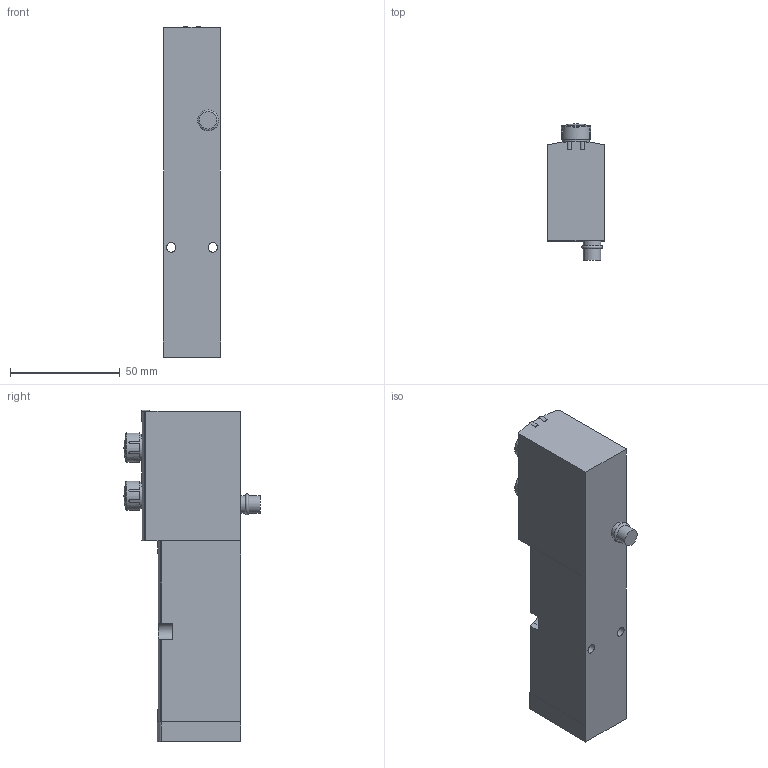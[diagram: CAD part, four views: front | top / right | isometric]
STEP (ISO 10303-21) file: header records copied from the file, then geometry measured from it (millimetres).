
FILE_DESCRIPTION(/* description */ ('STEP AP214'),/* implementation_level */ '2;1');
FILE_NAME(/* name */ '8033059_VSVA-B-T32C-AZ-A1-1T1L',/* time_stamp */ '2024-09-17T09:35:58+02:00',/* author */ ('License CC BY-ND 4.0'),/* organization */ ('CADENAS'),/* preprocessor_version */ 'ST-DEVELOPER v19.3',/* originating_system */ 'PARTsolutions',/* authorisation */ ' ');
FILE_SCHEMA (('AUTOMOTIVE_DESIGN {1 0 10303 214 3 1 1}'));
Length unit declared in the file: millimetre
Products named in the file (3): 8033059 VSVA-B-T32C-AZ-A1-1T1L; 8033059 VSVA-B-T32C-AZ-A1-1T1L---(part); 541011 VAMC-S6-CS
Assembly tree (3 placements, depth 2):
  8033059 VSVA-B-T32C-AZ-A1-1T1L
    8033059 VSVA-B-T32C-AZ-A1-1T1L---(part)
    541011 VAMC-S6-CS  x2
Bounding box: 26.2 x 62.2 x 151.18 mm (x, y, z)
Volume: 157819.1 mm3; surface area: 25488.4 mm2
Topology: 3 solids, 3 shells, 222 faces, 617 edges, 406 vertices
Faces by surface type: plane 118, cylinder 79, cone 12, torus 9, sphere 4
Full cylindrical faces by diameter (mm): 4.3 x2, 8 x2, 11.8 x2, 12 x2, 13.4 x2
Entity records: 6121 total; most frequent: CARTESIAN_POINT 1029, DIRECTION 820, ORIENTED_EDGE 812, EDGE_CURVE 406, AXIS2_PLACEMENT_3D 299, VERTEX_POINT 274, LINE 222, VECTOR 222
